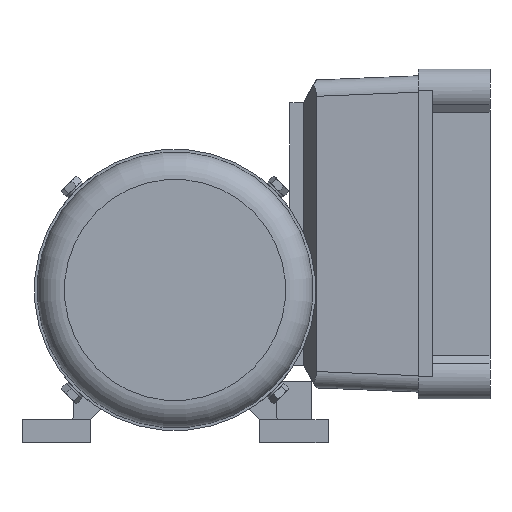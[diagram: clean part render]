
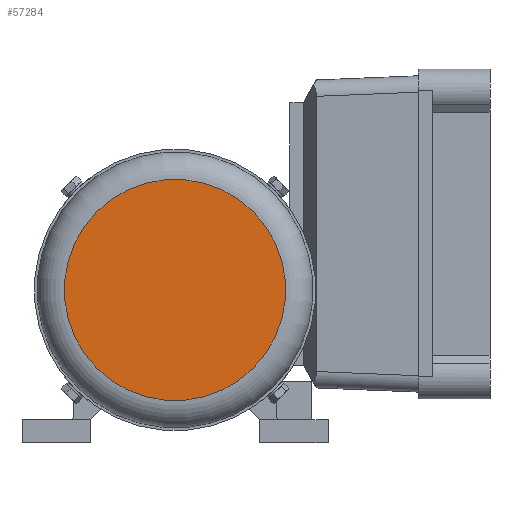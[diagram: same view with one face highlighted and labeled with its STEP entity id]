
A CAD part, left-side view. The second image highlights one B-rep face of the part: STEP entity #57284.
In plain terms, the highlighted planar face has unit normal (-1, 0, 0).
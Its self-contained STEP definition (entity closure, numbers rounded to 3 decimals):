
#20527=PLANE('',#55367);
#20992=ORIENTED_EDGE('',*,*,#26585,.F.);
#24579=CIRCLE('',#55368,40.5);
#25303=VERTEX_POINT('',#35065);
#26585=EDGE_CURVE('',#25303,#25303,#24579,.T.);
#28418=EDGE_LOOP('',(#20992));
#29585=FACE_BOUND('',#28418,.T.);
#30810=DIRECTION('',(-1.,0.,0.));
#30811=DIRECTION('',(0.,1.,0.));
#30812=DIRECTION('',(1.,0.,0.));
#30813=DIRECTION('',(0.,-40.5,0.));
#35064=CARTESIAN_POINT('',(-260.468,7.,0.));
#35065=CARTESIAN_POINT('',(-260.468,7.,0.));
#35066=CARTESIAN_POINT('',(-260.468,47.5,0.));
#55367=AXIS2_PLACEMENT_3D('',#35064,#30810,#30811);
#55368=AXIS2_PLACEMENT_3D('',#35066,#30812,#30813);
#57284=ADVANCED_FACE('',(#29585),#20527,.T.);
